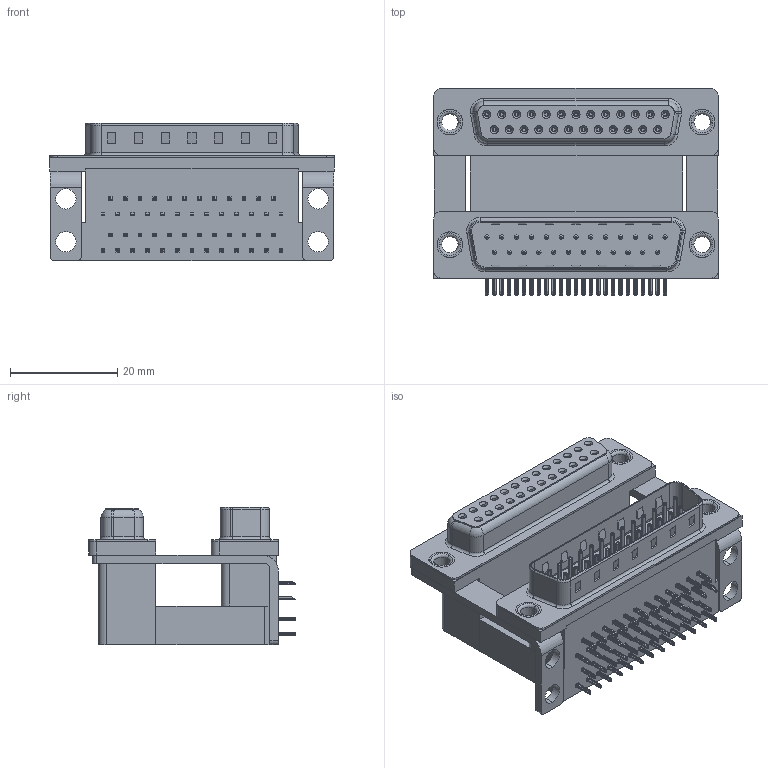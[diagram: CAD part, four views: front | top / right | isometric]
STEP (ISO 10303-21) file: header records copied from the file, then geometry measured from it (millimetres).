
FILE_DESCRIPTION (( 'STEP AP203' ), '1' );
FILE_NAME ('664-025-364-000.STEP', '2022-06-20T17:24:53', ( '' ), ( '' ), 'SwSTEP 2.0', 'SolidWorks 2020', '' );
FILE_SCHEMA (( 'CONFIG_CONTROL_DESIGN' ));
Length unit declared in the file: millimetre
Products named in the file (12): 664 Mounting Bracket_NoneH; 664 Housing Spacer_25 Contacts H; 664 Contact Top Upper_H; 664 Shell Receptacle_25 Contacts; 664 Housing Lower_25 Contacts; 664 Contact Bottom Upper_H; 664 Thru Hole Rivet; 664 Shell Plug_25 Contacts; 664 Contact Bottom Lower; 664 Contact Top Lower; 664 Housing Upper_25 Contacts H; 664-025-364-000
Assembly tree (61 placements, depth 2):
  664-025-364-000
    664 Housing Lower_25 Contacts
    664 Housing Spacer_25 Contacts H
    664 Housing Upper_25 Contacts H
    664 Shell Plug_25 Contacts
    664 Shell Receptacle_25 Contacts
    664 Contact Bottom Lower  x12
    664 Contact Top Lower  x13
    664 Contact Bottom Upper_H  x12
    664 Contact Top Upper_H  x13
    664 Mounting Bracket_NoneH  x2
    664 Thru Hole Rivet  x4
Bounding box: 53.04 x 38.59 x 25.6 mm (x, y, z)
Volume: 23582.7 mm3; surface area: 25011.5 mm2
Topology: 61 solids, 61 shells, 6119 faces, 15721 edges, 9813 vertices
Faces by surface type: plane 3257, cylinder 1507, bspline 852, cone 300, torus 203
Entity records: 52355 total; most frequent: CARTESIAN_POINT 11749, ORIENTED_EDGE 7878, DIRECTION 7584, EDGE_CURVE 3939, VECTOR 2886, LINE 2886, VERTEX_POINT 2529, AXIS2_PLACEMENT_3D 2349
